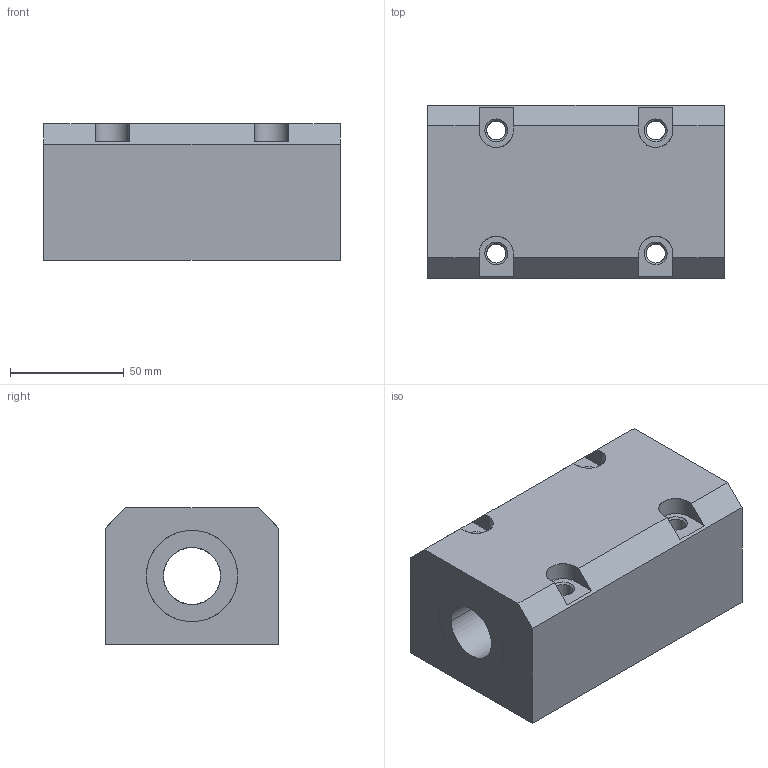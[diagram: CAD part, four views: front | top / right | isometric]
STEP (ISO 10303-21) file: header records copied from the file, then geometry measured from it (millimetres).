
FILE_DESCRIPTION ((), '1');
FILE_NAME ('TE85-225.stp', '2018-12-13T15:41:27', ('Unknown'), ('Unknown'), 'HarmonyWare STEP v2.0.5', 'Vectorworks', '');
FILE_SCHEMA (('CONFIG_CONTROL_DESIGN'));
Length unit declared in the file: millimetre
Products named in the file (77): NONE
Assembly tree (76 placements, depth 2):
  NONE
    NONE
    NONE
    NONE
    NONE
    NONE
    NONE
    NONE
    NONE
    NONE
    NONE
    NONE
    NONE
    NONE
    NONE
    NONE
    NONE
    NONE
    NONE
    NONE
    NONE
    NONE
    NONE
    NONE
    NONE
    NONE
    NONE
    NONE
    NONE
    NONE
    NONE
    NONE
    NONE
    NONE
    NONE
    NONE
    NONE
    NONE
    NONE
    NONE
    NONE
    NONE
    NONE
    NONE
    NONE
    NONE
    NONE
    NONE
    NONE
    NONE
    NONE
    NONE
    NONE
    NONE
    NONE
    NONE
    NONE
    NONE
    NONE
    NONE
Bounding box: 130 x 76 x 60 mm (x, y, z)
Surface area: 60511.1 mm2 (no closed solid volume)
Topology: 0 solids, 76 shells, 76 faces, 362 edges, 360 vertices
Faces by surface type: bspline 76
Entity records: 15585 total; most frequent: CARTESIAN_POINT 3992, PERSON 768, ORGANIZATION 768, PERSON_AND_ORGANIZATION 768, CALENDAR_DATE 537, COORDINATED_UNIVERSAL_TIME_OFFSET 537, LOCAL_TIME 537, DATE_AND_TIME 537
